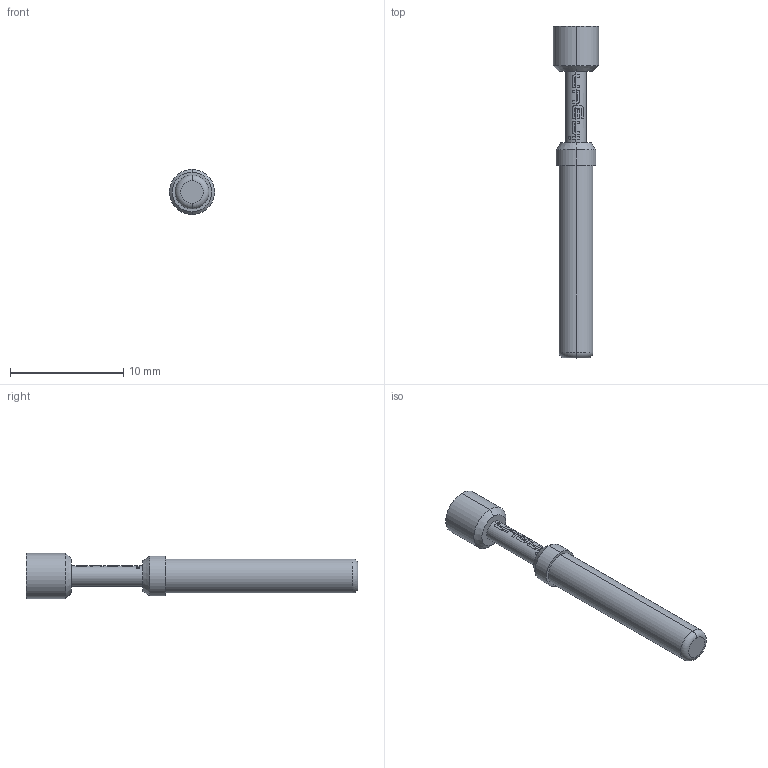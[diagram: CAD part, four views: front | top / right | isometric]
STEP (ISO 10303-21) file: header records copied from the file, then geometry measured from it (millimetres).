
FILE_DESCRIPTION (( 'STEP AP203' ), '1' );
FILE_NAME ('INGUN_GKS-103_102_400_A_xx02.STEP', '2021-12-14T13:57:34', ( 'ochi' ), ( '' ), 'SwSTEP 2.0', 'SolidWorks 2018', '' );
FILE_SCHEMA (( 'CONFIG_CONTROL_DESIGN' ));
Length unit declared in the file: millimetre
Products named in the file (1): INGUN_GKS-103_102_400_A_xx02
Bounding box: 4 x 29.3 x 4 mm (x, y, z)
Volume: 202.5 mm3; surface area: 297.9 mm2
Topology: 1 solids, 1 shells, 100 faces, 276 edges, 182 vertices
Faces by surface type: bspline 48, cylinder 27, plane 19, cone 4, torus 2
Entity records: 4455 total; most frequent: CARTESIAN_POINT 2389, ORIENTED_EDGE 552, EDGE_CURVE 276, B_SPLINE_CURVE_WITH_KNOTS 222, DIRECTION 184, VERTEX_POINT 182, EDGE_LOOP 104, FACE_OUTER_BOUND 100
